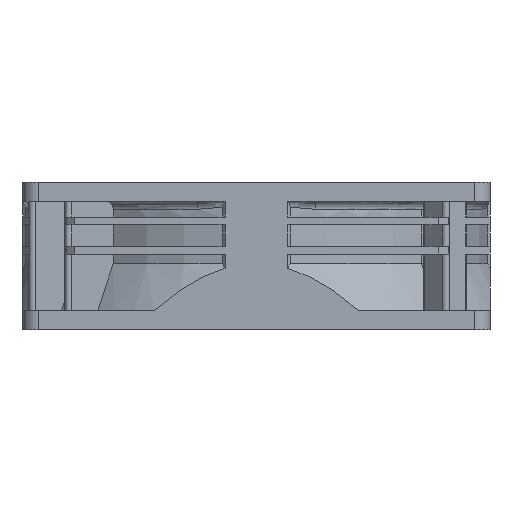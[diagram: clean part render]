
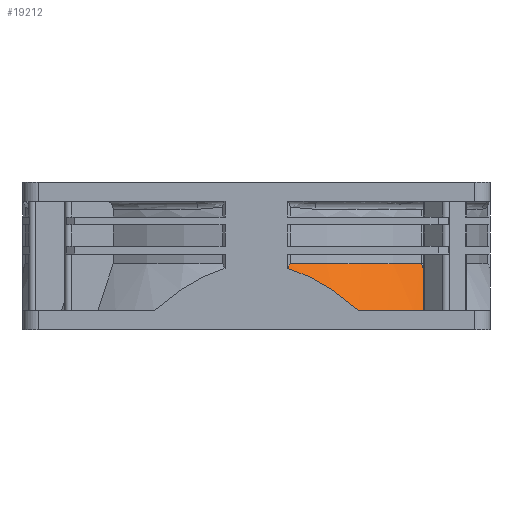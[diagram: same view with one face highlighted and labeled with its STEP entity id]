
A CAD part, front view. The second image highlights one B-rep face of the part: STEP entity #19212.
In plain terms, the highlighted conical face has half-angle 24.624 degrees and reference radius 62.75 mm.
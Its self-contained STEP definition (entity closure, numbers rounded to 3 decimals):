
#3400=CARTESIAN_POINT('',(0.,0.,-33.));
#3401=DIRECTION('',(0.,0.,1.));
#3402=DIRECTION('',(0.401,-0.916,0.));
#3403=AXIS2_PLACEMENT_3D('',#3400,#3401,#3402);
#3533=CARTESIAN_POINT('',(46.446,-46.184,
-33.));
#3534=CARTESIAN_POINT('',(46.425,-46.178,
-32.958));
#3535=CARTESIAN_POINT('',(46.387,-46.168,
-32.883));
#3536=CARTESIAN_POINT('',(46.346,-46.162,
-32.811));
#3537=CARTESIAN_POINT('',(46.312,-46.159,
-32.753));
#3538=CARTESIAN_POINT('',(46.288,-46.16,
-32.717));
#3539=CARTESIAN_POINT('',(46.245,-46.162,
-32.654));
#3540=CARTESIAN_POINT('',(46.213,-46.182,
-32.635));
#3541=CARTESIAN_POINT('',(46.195,-46.195,
-32.628));
#3550=CARTESIAN_POINT('',(0.,0.,-21.));
#3551=DIRECTION('',(0.,0.,1.));
#3552=DIRECTION('',(0.145,-0.989,0.));
#3553=AXIS2_PLACEMENT_3D('',#3550,#3551,#3552);
#3555=DIRECTION('',(0.295,-0.295,-0.909));
#3556=VECTOR('',#3555,12.794);
#3557=CARTESIAN_POINT('',(42.427,-42.427,
-20.997));
#3558=LINE('',#3557,#3556);
#3559=CARTESIAN_POINT('',(8.06,-60.,-22.176));
#3560=CARTESIAN_POINT('',(8.129,-59.93,
-22.044));
#3561=CARTESIAN_POINT('',(8.268,-59.79,
-21.782));
#3562=CARTESIAN_POINT('',(8.476,-59.579,
-21.39));
#3563=CARTESIAN_POINT('',(8.616,-59.438,
-21.13));
#3564=CARTESIAN_POINT('',(8.685,-59.368,-21.));
#3627=CARTESIAN_POINT('',(8.06,-60.,-22.176));
#3628=CARTESIAN_POINT('',(8.818,-60.,-22.396));
#3629=CARTESIAN_POINT('',(10.358,-60.,-22.905));
#3630=CARTESIAN_POINT('',(12.723,-60.,-23.878));
#3631=CARTESIAN_POINT('',(15.177,-60.,-25.088));
#3632=CARTESIAN_POINT('',(17.731,-60.,-26.56));
#3633=CARTESIAN_POINT('',(20.409,-60.,-28.328));
#3634=CARTESIAN_POINT('',(23.233,-60.,-30.43));
#3635=CARTESIAN_POINT('',(25.242,-60.,-32.098));
#3636=CARTESIAN_POINT('',(26.273,-60.,-33.));
#13974=CARTESIAN_POINT('',(26.273,-60.,-33.));
#13975=VERTEX_POINT('',#13974);
#13976=CARTESIAN_POINT('',(46.446,-46.184,-33.));
#13977=VERTEX_POINT('',#13976);
#14023=VERTEX_POINT('',#3541);
#14024=CARTESIAN_POINT('',(42.427,-42.427,
-20.997));
#14025=VERTEX_POINT('',#14024);
#14026=CARTESIAN_POINT('',(8.685,-59.368,-21.));
#14027=VERTEX_POINT('',#14026);
#14028=VERTEX_POINT('',#3627);
#19196=CARTESIAN_POINT('',(0.,0.,-27.));
#19197=DIRECTION('',(0.,0.,-1.));
#19198=DIRECTION('',(-1.,0.,0.));
#19199=AXIS2_PLACEMENT_3D('',#19196,#19197,#19198);
#19200=CONICAL_SURFACE('',#19199,62.75,24.624);
#19202=ORIENTED_EDGE('',*,*,#19201,.T.);
#19203=ORIENTED_EDGE('',*,*,#19188,.T.);
#19204=ORIENTED_EDGE('',*,*,#19186,.F.);
#19205=ORIENTED_EDGE('',*,*,#19059,.F.);
#19207=ORIENTED_EDGE('',*,*,#19206,.F.);
#19209=ORIENTED_EDGE('',*,*,#19208,.T.);
#19210=EDGE_LOOP('',(#19202,#19203,#19204,#19205,#19207,#19209));
#19211=FACE_OUTER_BOUND('',#19210,.F.);
#19212=ADVANCED_FACE('',(#19211),#19200,.T.);
#3404=CIRCLE('',#3403,65.5);
#3542=B_SPLINE_CURVE_WITH_KNOTS('',3,(#3533,#3534,#3535,#3536,#3537,#3538,#3539,
#3540,#3541),.UNSPECIFIED.,.F.,.F.,(4,1,1,1,1,1,4),(0.,0.167,
0.333,0.5,0.667,0.833,1.),
.UNSPECIFIED.);
#3554=CIRCLE('',#3553,60.);
#3565=B_SPLINE_CURVE_WITH_KNOTS('',3,(#3559,#3560,#3561,#3562,#3563,#3564),
.UNSPECIFIED.,.F.,.F.,(4,1,1,4),(0.,0.333,0.667,1.),
.UNSPECIFIED.);
#3637=B_SPLINE_CURVE_WITH_KNOTS('',3,(#3627,#3628,#3629,#3630,#3631,#3632,#3633,
#3634,#3635,#3636),.UNSPECIFIED.,.F.,.F.,(4,1,1,1,1,1,1,4),(0.,
0.143,0.286,0.429,0.571,
0.714,0.857,1.),.UNSPECIFIED.);
#19059=EDGE_CURVE('',#13975,#13977,#3404,.T.);
#19186=EDGE_CURVE('',#13977,#14023,#3542,.T.);
#19188=EDGE_CURVE('',#14025,#14023,#3558,.T.);
#19201=EDGE_CURVE('',#14027,#14025,#3554,.T.);
#19206=EDGE_CURVE('',#14028,#13975,#3637,.T.);
#19208=EDGE_CURVE('',#14028,#14027,#3565,.T.);
